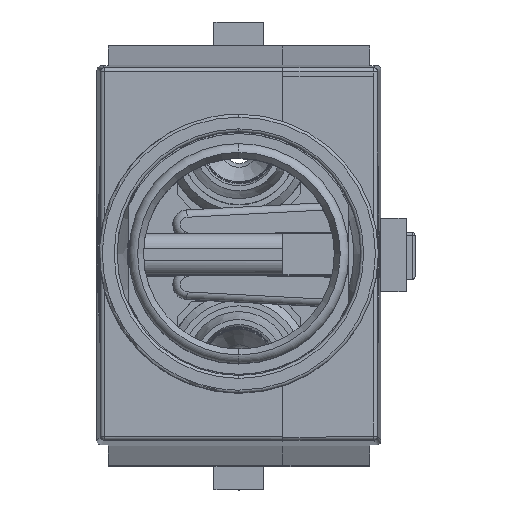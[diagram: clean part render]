
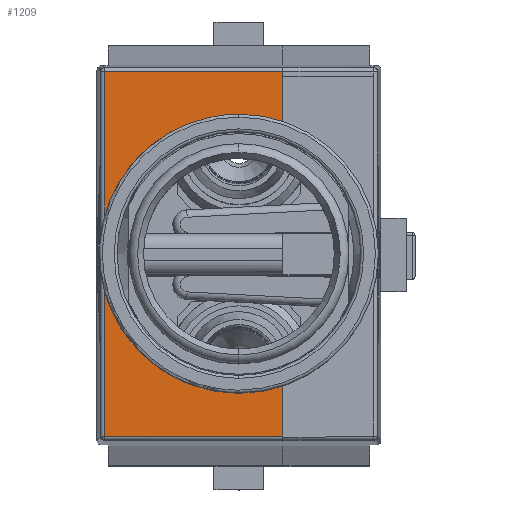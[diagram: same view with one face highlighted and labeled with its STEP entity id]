
A CAD part, top view. The second image highlights one B-rep face of the part: STEP entity #1209.
In plain terms, the highlighted planar face has unit normal (0, 0, 1).
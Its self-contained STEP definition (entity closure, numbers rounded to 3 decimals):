
#1134=AXIS2_PLACEMENT_3D('Plane Axis2P3D',#1131,#1132,#1133) ;
#1147=AXIS2_PLACEMENT_3D('Circle Axis2P3D',#1145,#1146,$) ;
#1154=AXIS2_PLACEMENT_3D('Circle Axis2P3D',#1152,#1153,$) ;
#1161=AXIS2_PLACEMENT_3D('Circle Axis2P3D',#1159,#1160,$) ;
#663=CARTESIAN_POINT('Vertex',(0.264,1.766,49.)) ;
#666=CARTESIAN_POINT('Line Origine',(0.264,1.017,49.)) ;
#670=CARTESIAN_POINT('Vertex',(0.264,14.168,49.)) ;
#1131=CARTESIAN_POINT('Axis2P3D Location',(-0.51,1.017,49.)) ;
#1136=CARTESIAN_POINT('Line Origine',(6.148,3.707,49.)) ;
#1140=CARTESIAN_POINT('Vertex',(6.34,3.701,49.)) ;
#1142=CARTESIAN_POINT('Vertex',(5.956,3.714,49.)) ;
#1145=CARTESIAN_POINT('Axis2P3D Location',(4.84,7.967,49.)) ;
#1149=CARTESIAN_POINT('Vertex',(4.84,3.57,49.)) ;
#1152=CARTESIAN_POINT('Axis2P3D Location',(4.84,7.967,49.)) ;
#1156=CARTESIAN_POINT('Vertex',(4.84,12.364,49.)) ;
#1159=CARTESIAN_POINT('Axis2P3D Location',(4.84,7.967,49.)) ;
#1163=CARTESIAN_POINT('Vertex',(5.956,12.22,49.)) ;
#1166=CARTESIAN_POINT('Line Origine',(6.148,12.227,49.)) ;
#1170=CARTESIAN_POINT('Vertex',(6.34,12.234,49.)) ;
#1173=CARTESIAN_POINT('Line Origine',(6.34,13.201,49.)) ;
#1177=CARTESIAN_POINT('Vertex',(6.34,14.168,49.)) ;
#1180=CARTESIAN_POINT('Line Origine',(3.302,14.168,49.)) ;
#1185=CARTESIAN_POINT('Line Origine',(3.302,1.766,49.)) ;
#1189=CARTESIAN_POINT('Vertex',(6.34,1.766,49.)) ;
#1192=CARTESIAN_POINT('Line Origine',(6.34,2.734,49.)) ;
#667=DIRECTION('Vector Direction',(0.,-1.,0.)) ;
#1132=DIRECTION('Axis2P3D Direction',(0.,0.,-1.)) ;
#1133=DIRECTION('Axis2P3D XDirection',(0.,1.,0.)) ;
#1137=DIRECTION('Vector Direction',(-0.999,0.035,0.)) ;
#1146=DIRECTION('Axis2P3D Direction',(0.,0.,-1.)) ;
#1153=DIRECTION('Axis2P3D Direction',(0.,0.,-1.)) ;
#1160=DIRECTION('Axis2P3D Direction',(0.,0.,-1.)) ;
#1167=DIRECTION('Vector Direction',(0.999,0.035,0.)) ;
#1174=DIRECTION('Vector Direction',(0.,-1.,0.)) ;
#1181=DIRECTION('Vector Direction',(-1.,0.,0.)) ;
#1186=DIRECTION('Vector Direction',(1.,0.,0.)) ;
#1193=DIRECTION('Vector Direction',(0.,-1.,0.)) ;
#668=VECTOR('Line Direction',#667,1.) ;
#1138=VECTOR('Line Direction',#1137,1.) ;
#1168=VECTOR('Line Direction',#1167,1.) ;
#1175=VECTOR('Line Direction',#1174,1.) ;
#1182=VECTOR('Line Direction',#1181,1.) ;
#1187=VECTOR('Line Direction',#1186,1.) ;
#1194=VECTOR('Line Direction',#1193,1.) ;
#1198=ORIENTED_EDGE('',*,*,#1144,.T.) ;
#1199=ORIENTED_EDGE('',*,*,#1151,.T.) ;
#1200=ORIENTED_EDGE('',*,*,#1158,.T.) ;
#1201=ORIENTED_EDGE('',*,*,#1165,.T.) ;
#1202=ORIENTED_EDGE('',*,*,#1172,.T.) ;
#1203=ORIENTED_EDGE('',*,*,#1179,.F.) ;
#1204=ORIENTED_EDGE('',*,*,#1184,.T.) ;
#1205=ORIENTED_EDGE('',*,*,#672,.T.) ;
#1206=ORIENTED_EDGE('',*,*,#1191,.T.) ;
#1207=ORIENTED_EDGE('',*,*,#1196,.F.) ;
#1209=ADVANCED_FACE('Hauptk\X2\00F6\X0\rper',(#1208),#1135,.F.) ;
#1148=CIRCLE('generated circle',#1147,4.397) ;
#1155=CIRCLE('generated circle',#1154,4.397) ;
#1162=CIRCLE('generated circle',#1161,4.397) ;
#672=EDGE_CURVE('',#671,#664,#669,.T.) ;
#1144=EDGE_CURVE('',#1141,#1143,#1139,.T.) ;
#1151=EDGE_CURVE('',#1143,#1150,#1148,.T.) ;
#1158=EDGE_CURVE('',#1150,#1157,#1155,.T.) ;
#1165=EDGE_CURVE('',#1157,#1164,#1162,.T.) ;
#1172=EDGE_CURVE('',#1164,#1171,#1169,.T.) ;
#1179=EDGE_CURVE('',#1178,#1171,#1176,.T.) ;
#1184=EDGE_CURVE('',#1178,#671,#1183,.T.) ;
#1191=EDGE_CURVE('',#664,#1190,#1188,.T.) ;
#1196=EDGE_CURVE('',#1141,#1190,#1195,.T.) ;
#1197=EDGE_LOOP('',(#1198,#1199,#1200,#1201,#1202,#1203,#1204,#1205,#1206,#1207)) ;
#1208=FACE_OUTER_BOUND('',#1197,.T.) ;
#669=LINE('Line',#666,#668) ;
#1139=LINE('Line',#1136,#1138) ;
#1169=LINE('Line',#1166,#1168) ;
#1176=LINE('Line',#1173,#1175) ;
#1183=LINE('Line',#1180,#1182) ;
#1188=LINE('Line',#1185,#1187) ;
#1195=LINE('Line',#1192,#1194) ;
#1135=PLANE('',#1134) ;
#664=VERTEX_POINT('',#663) ;
#671=VERTEX_POINT('',#670) ;
#1141=VERTEX_POINT('',#1140) ;
#1143=VERTEX_POINT('',#1142) ;
#1150=VERTEX_POINT('',#1149) ;
#1157=VERTEX_POINT('',#1156) ;
#1164=VERTEX_POINT('',#1163) ;
#1171=VERTEX_POINT('',#1170) ;
#1178=VERTEX_POINT('',#1177) ;
#1190=VERTEX_POINT('',#1189) ;
